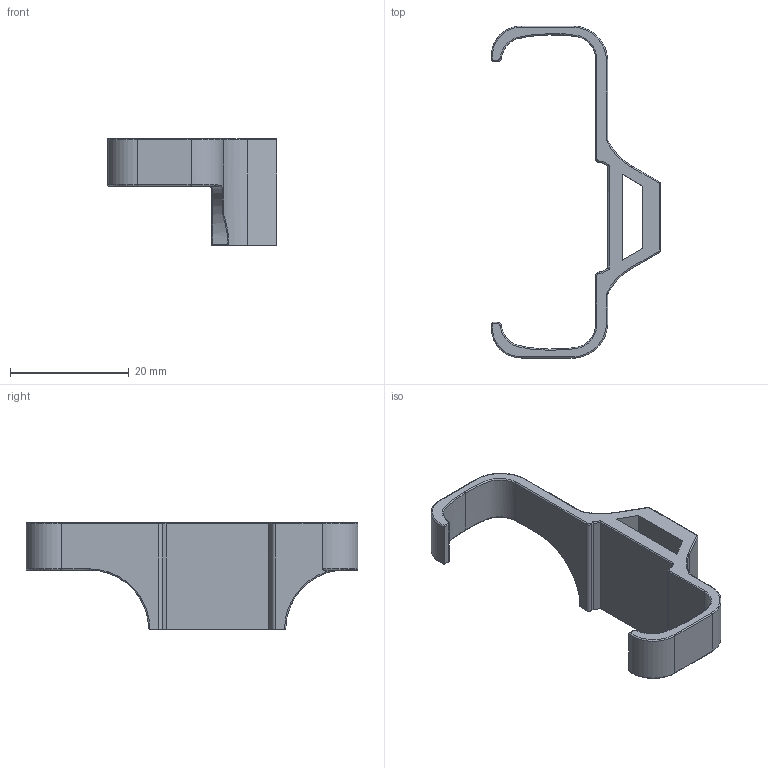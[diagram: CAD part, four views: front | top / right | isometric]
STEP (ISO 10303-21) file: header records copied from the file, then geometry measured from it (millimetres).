
FILE_DESCRIPTION(/* description */ (''),/* implementation_level */ '2;1');
FILE_NAME(/* name */ 'BFI_Clip.stp',/* time_stamp */ '2025-04-20T20:10:00+02:00',/* author */ ('chris'),/* organization */ (''),/* preprocessor_version */ 'ST-DEVELOPER v20',/* originating_system */ 'Autodesk Inventor 2025',/* authorisation */ '');
FILE_SCHEMA (('AUTOMOTIVE_DESIGN { 1 0 10303 214 3 1 1 }'));
Length unit declared in the file: millimetre
Products named in the file (1): BFI_Clip
Bounding box: 28.53 x 56 x 18 mm (x, y, z)
Volume: 3248.9 mm3; surface area: 3332.9 mm2
Topology: 1 solids, 1 shells, 96 faces, 239 edges, 145 vertices
Faces by surface type: cylinder 34, plane 24, bspline 22, torus 16
Entity records: 4656 total; most frequent: CARTESIAN_POINT 2515, ORIENTED_EDGE 478, DIRECTION 370, EDGE_CURVE 239, VERTEX_POINT 145, AXIS2_PLACEMENT_3D 135, LINE 100, VECTOR 100
